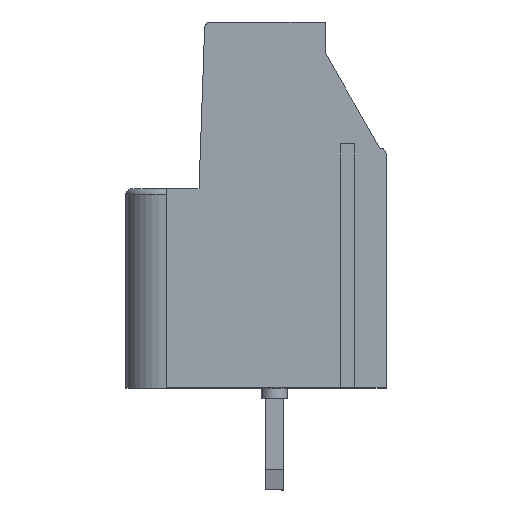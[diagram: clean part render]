
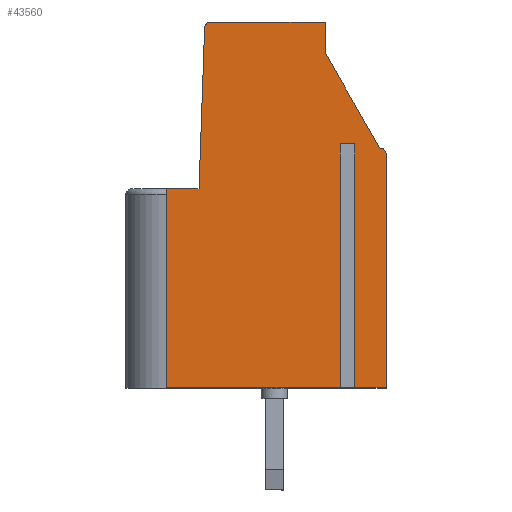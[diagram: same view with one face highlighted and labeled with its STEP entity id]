
A CAD part, top view. The second image highlights one B-rep face of the part: STEP entity #43560.
In plain terms, the highlighted planar face has unit normal (0, 0, 1).
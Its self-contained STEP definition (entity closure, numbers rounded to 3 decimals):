
#2480=CARTESIAN_POINT('',(-34.497,86.986
   ,-1.25));
#2490=VERTEX_POINT('',#2480);
#2520=CARTESIAN_POINT('',(-34.797,86.986
   ,-1.25));
#2530=DIRECTION('',(0.,0.,
   -1.));
#2540=DIRECTION('',(-1.,0.,
   0.));
#2550=AXIS2_PLACEMENT_3D('',#2520,#2530,#2540);
#2560=CIRCLE('',#2550,0.3);
#2570=CARTESIAN_POINT('',(-34.797,87.286
   ,-1.25));
#2580=VERTEX_POINT('',#2570);
#2590=EDGE_CURVE('',#2580,#2490,#2560,.T.);
#10060=CARTESIAN_POINT('',(-37.497,
   0.,-1.25));
#10070=DIRECTION('',(0.,1.,
   0.));
#10080=VECTOR('',#10070,1.);
#10090=LINE('',#10060,#10080);
#10100=CARTESIAN_POINT('',(-37.497,
   91.962,-1.25));
#10110=VERTEX_POINT('',#10100);
#10120=CARTESIAN_POINT('',(-37.497,
   93.486,-1.25));
#10130=VERTEX_POINT('',#10120);
#10140=EDGE_CURVE('',#10110,#10130,#10090,.T.);
#14060=CARTESIAN_POINT('',(-43.125,
   93.186,-1.25));
#14070=DIRECTION('',(0.,0.,
   -1.));
#14080=DIRECTION('',(-1.,0.,
   0.));
#14090=AXIS2_PLACEMENT_3D('',#14060,#14070,#14080);
#14100=CIRCLE('',#14090,0.3);
#14110=CARTESIAN_POINT('',(-43.425,
   93.196,-1.25));
#14120=VERTEX_POINT('',#14110);
#14130=CARTESIAN_POINT('',(-43.125,
   93.486,-1.25));
#14140=VERTEX_POINT('',#14130);
#14150=EDGE_CURVE('',#14120,#14140,#14100,.T.);
#14550=CARTESIAN_POINT('',(-46.679,
   0.,-1.25));
#14560=DIRECTION('',(0.035,0.999,
   0.));
#14570=VECTOR('',#14560,1.);
#14580=LINE('',#14550,#14570);
#14590=CARTESIAN_POINT('',(-43.701,
   85.286,-1.25));
#14600=VERTEX_POINT('',#14590);
#14610=EDGE_CURVE('',#14600,#14120,#14580,.T.);
#23180=CARTESIAN_POINT('',(15.597,0.
   ,-1.25));
#23190=DIRECTION('',(-0.5,0.866,
   0.));
#23200=VECTOR('',#23190,1.);
#23210=LINE('',#23180,#23200);
#23220=EDGE_CURVE('',#2580,#10110,#23210,.T.);
#37720=CARTESIAN_POINT('',(-34.497,
   0.,-1.25));
#37730=DIRECTION('',(0.,-1.,
   0.));
#37740=VECTOR('',#37730,1.);
#37750=LINE('',#37720,#37740);
#37760=CARTESIAN_POINT('',(-34.497,
   75.486,-1.25));
#37770=VERTEX_POINT('',#37760);
#37780=EDGE_CURVE('',#2490,#37770,#37750,.T.);
#42870=CARTESIAN_POINT('',(-79.995,
   0.,-1.25));
#42880=DIRECTION('',(0.,0.,
   -1.));
#42890=DIRECTION('',(-1.,0.,
   0.));
#42900=AXIS2_PLACEMENT_3D('',#42870,#42880,#42890);
#42910=PLANE('',#42900);
#42920=CARTESIAN_POINT('',(-79.995,
   85.286,-1.25));
#42930=DIRECTION('',(1.,0.,
   0.));
#42940=VECTOR('',#42930,1.);
#42950=LINE('',#42920,#42940);
#42960=CARTESIAN_POINT('',(-45.297,
   85.286,-1.25));
#42970=VERTEX_POINT('',#42960);
#42980=EDGE_CURVE('',#42970,#14600,#42950,.T.);
#42990=ORIENTED_EDGE('',*,*,#42980,.F.);
#43000=ORIENTED_EDGE('',*,*,#14610,.F.);
#43010=ORIENTED_EDGE('',*,*,#14150,.F.);
#43020=CARTESIAN_POINT('',(-79.995,
   93.486,-1.25));
#43030=DIRECTION('',(-1.,0.,
   0.));
#43040=VECTOR('',#43030,1.);
#43050=LINE('',#43020,#43040);
#43060=EDGE_CURVE('',#10130,#14140,#43050,.T.);
#43070=ORIENTED_EDGE('',*,*,#43060,.T.);
#43080=ORIENTED_EDGE('',*,*,#10140,.T.);
#43090=ORIENTED_EDGE('',*,*,#23220,.T.);
#43100=ORIENTED_EDGE('',*,*,#2590,.F.);
#43110=ORIENTED_EDGE('',*,*,#37780,.F.);
#43120=CARTESIAN_POINT('',(-79.995,
   75.486,-1.25));
#43130=DIRECTION('',(1.,0.,
   0.));
#43140=VECTOR('',#43130,1.);
#43150=LINE('',#43120,#43140);
#43160=CARTESIAN_POINT('',(-36.19,
   75.486,-1.25));
#43170=VERTEX_POINT('',#43160);
#43180=EDGE_CURVE('',#43170,#37770,#43150,.T.);
#43190=ORIENTED_EDGE('',*,*,#43180,.T.);
#43200=CARTESIAN_POINT('',(-36.19,
   0.,-1.25));
#43210=DIRECTION('',(0.,1.,
   0.));
#43220=VECTOR('',#43210,1.);
#43230=LINE('',#43200,#43220);
#43240=CARTESIAN_POINT('',(-36.19,
   87.486,-1.25));
#43250=VERTEX_POINT('',#43240);
#43260=EDGE_CURVE('',#43170,#43250,#43230,.T.);
#43270=ORIENTED_EDGE('',*,*,#43260,.F.);
#43280=CARTESIAN_POINT('',(-79.995,
   87.486,-1.25));
#43290=DIRECTION('',(1.,0.,
   0.));
#43300=VECTOR('',#43290,1.);
#43310=LINE('',#43280,#43300);
#43320=CARTESIAN_POINT('',(-36.604,
   87.486,-1.25));
#43330=VERTEX_POINT('',#43320);
#43340=EDGE_CURVE('',#43330,#43250,#43310,.T.);
#43350=ORIENTED_EDGE('',*,*,#43340,.T.);
#43360=CARTESIAN_POINT('',(-36.604,
   0.,-1.25));
#43370=DIRECTION('',(0.,1.,
   0.));
#43380=VECTOR('',#43370,1.);
#43390=LINE('',#43360,#43380);
#43400=CARTESIAN_POINT('',(-36.604,
   75.486,-1.25));
#43410=VERTEX_POINT('',#43400);
#43420=EDGE_CURVE('',#43410,#43330,#43390,.T.);
#43430=ORIENTED_EDGE('',*,*,#43420,.T.);
#43440=CARTESIAN_POINT('',(-45.297,
   75.486,-1.25));
#43450=VERTEX_POINT('',#43440);
#43460=EDGE_CURVE('',#43450,#43410,#43150,.T.);
#43470=ORIENTED_EDGE('',*,*,#43460,.T.);
#43480=CARTESIAN_POINT('',(-45.297,
   0.,-1.25));
#43490=DIRECTION('',(0.,1.,
   0.));
#43500=VECTOR('',#43490,1.);
#43510=LINE('',#43480,#43500);
#43520=EDGE_CURVE('',#43450,#42970,#43510,.T.);
#43530=ORIENTED_EDGE('',*,*,#43520,.F.);
#43540=EDGE_LOOP('',(#43530,#43470,#43430,#43350,#43270,#43190,#43110,
   #43100,#43090,#43080,#43070,#43010,#43000,#42990));
#43550=FACE_OUTER_BOUND('',#43540,.T.);
#43560=ADVANCED_FACE('',(#43550),#42910,.F.);
